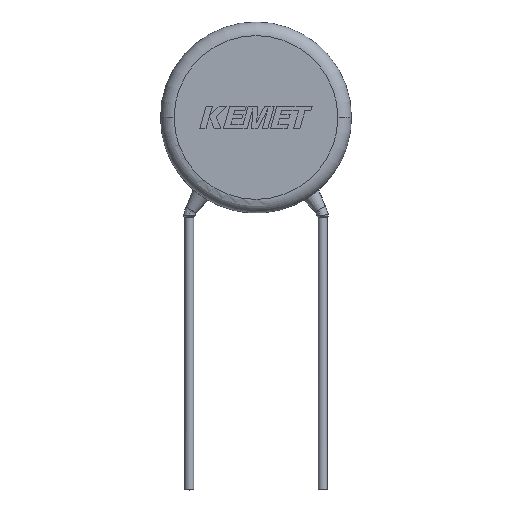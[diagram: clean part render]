
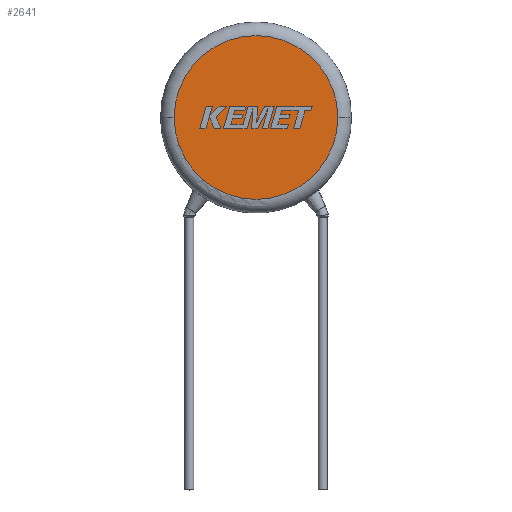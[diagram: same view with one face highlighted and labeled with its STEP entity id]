
A CAD part, top view. The second image highlights one B-rep face of the part: STEP entity #2641.
In plain terms, the highlighted planar face has unit normal (0, 0, 1).
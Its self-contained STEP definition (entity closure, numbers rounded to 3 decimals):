
#26 = CARTESIAN_POINT ( 'NONE',  ( 0., 0., 5. ) ) ;
#120 = AXIS2_PLACEMENT_3D ( 'NONE', #3423, #1443, #3774 ) ;
#239 = CARTESIAN_POINT ( 'NONE',  ( 6., 0., 5. ) ) ;
#520 = VERTEX_POINT ( 'NONE', #239 ) ;
#816 = PLANE ( 'NONE',  #120 ) ;
#1014 = AXIS2_PLACEMENT_3D ( 'NONE', #26, #3349, #3969 ) ;
#1443 = DIRECTION ( 'NONE',  ( 0., 0., 1. ) ) ;
#1539 = ORIENTED_EDGE ( 'NONE', *, *, #2364, .T. ) ;
#1634 = DIRECTION ( 'NONE',  ( 0., 0., 1. ) ) ;
#1752 = CIRCLE ( 'NONE', #1014, 6. ) ;
#1988 = DIRECTION ( 'NONE',  ( 1., 0., 0. ) ) ;
#2319 = CARTESIAN_POINT ( 'NONE',  ( -6., 0., 5. ) ) ;
#2364 = EDGE_CURVE ( 'NONE', #2608, #520, #1752, .T. ) ;
#2608 = VERTEX_POINT ( 'NONE', #2319 ) ;
#2631 = AXIS2_PLACEMENT_3D ( 'NONE', #2644, #1634, #1988 ) ;
#2641 = ADVANCED_FACE ( 'NONE', ( #3140 ), #816, .T. ) ;
#2644 = CARTESIAN_POINT ( 'NONE',  ( 0., 0., 5. ) ) ;
#3117 = CIRCLE ( 'NONE', #2631, 6. ) ;
#3140 = FACE_OUTER_BOUND ( 'NONE', #3348, .T. ) ;
#3227 = ORIENTED_EDGE ( 'NONE', *, *, #3690, .T. ) ;
#3348 = EDGE_LOOP ( 'NONE', ( #3227, #1539 ) ) ;
#3349 = DIRECTION ( 'NONE',  ( 0., 0., 1. ) ) ;
#3423 = CARTESIAN_POINT ( 'NONE',  ( 0., 0., 5. ) ) ;
#3690 = EDGE_CURVE ( 'NONE', #520, #2608, #3117, .T. ) ;
#3774 = DIRECTION ( 'NONE',  ( 1., 0., 0. ) ) ;
#3969 = DIRECTION ( 'NONE',  ( 1., 0., 0. ) ) ;
